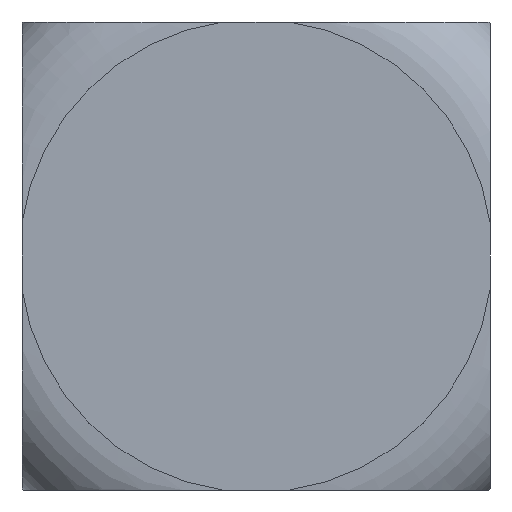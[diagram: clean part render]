
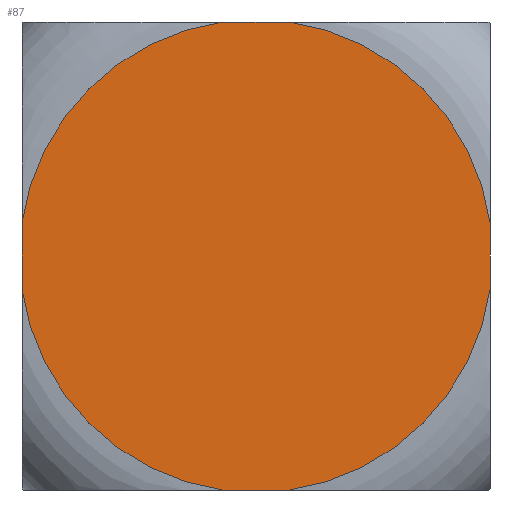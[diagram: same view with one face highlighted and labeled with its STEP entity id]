
A CAD part, left-side view. The second image highlights one B-rep face of the part: STEP entity #87.
In plain terms, the highlighted planar face has unit normal (-1, 0, 0).
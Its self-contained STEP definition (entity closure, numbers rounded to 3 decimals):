
#87 = ADVANCED_FACE( '', ( #175 ), #176, .F. );
#175 = FACE_OUTER_BOUND( '', #256, .T. );
#176 = PLANE( '', #257 );
#256 = EDGE_LOOP( '', ( #432, #433, #434, #435, #436, #437, #438, #439 ) );
#257 = AXIS2_PLACEMENT_3D( '', #440, #441, #442 );
#432 = ORIENTED_EDGE( '', *, *, #480, .F. );
#433 = ORIENTED_EDGE( '', *, *, #495, .F. );
#434 = ORIENTED_EDGE( '', *, *, #501, .F. );
#435 = ORIENTED_EDGE( '', *, *, #509, .F. );
#436 = ORIENTED_EDGE( '', *, *, #524, .F. );
#437 = ORIENTED_EDGE( '', *, *, #487, .F. );
#438 = ORIENTED_EDGE( '', *, *, #527, .F. );
#439 = ORIENTED_EDGE( '', *, *, #484, .F. );
#440 = CARTESIAN_POINT( '', ( 0., 0., 0. ) );
#441 = DIRECTION( '', ( 1., 0., 0. ) );
#442 = DIRECTION( '', ( 0., 0., -1. ) );
#480 = EDGE_CURVE( '', #568, #560, #570, .T. );
#484 = EDGE_CURVE( '', #560, #573, #576, .T. );
#487 = EDGE_CURVE( '', #578, #581, #582, .T. );
#495 = EDGE_CURVE( '', #591, #568, #593, .T. );
#501 = EDGE_CURVE( '', #601, #591, #603, .T. );
#509 = EDGE_CURVE( '', #613, #601, #615, .T. );
#524 = EDGE_CURVE( '', #581, #613, #633, .T. );
#527 = EDGE_CURVE( '', #573, #578, #636, .T. );
#560 = VERTEX_POINT( '', #673 );
#568 = VERTEX_POINT( '', #709 );
#570 = LINE( '', #734, #735 );
#573 = VERTEX_POINT( '', #738 );
#576 = CIRCLE( '', #764, 16.16 );
#578 = VERTEX_POINT( '', #766 );
#581 = VERTEX_POINT( '', #794 );
#582 = CIRCLE( '', #795, 16.16 );
#591 = VERTEX_POINT( '', #828 );
#593 = CIRCLE( '', #855, 16.16 );
#601 = VERTEX_POINT( '', #866 );
#603 = LINE( '', #891, #892 );
#613 = VERTEX_POINT( '', #902 );
#615 = CIRCLE( '', #929, 16.16 );
#633 = LINE( '', #951, #952 );
#636 = LINE( '', #956, #957 );
#673 = CARTESIAN_POINT( '', ( 0., 16., 2.268 ) );
#709 = CARTESIAN_POINT( '', ( 0., 16., -2.268 ) );
#734 = CARTESIAN_POINT( '', ( 0., 16., -16. ) );
#735 = VECTOR( '', #997, 1000. );
#738 = CARTESIAN_POINT( '', ( 0., 2.268, 16. ) );
#764 = AXIS2_PLACEMENT_3D( '', #1001, #1002, #1003 );
#766 = CARTESIAN_POINT( '', ( 0., -2.268, 16. ) );
#794 = CARTESIAN_POINT( '', ( 0., -16., 2.268 ) );
#795 = AXIS2_PLACEMENT_3D( '', #1004, #1005, #1006 );
#828 = CARTESIAN_POINT( '', ( 0., 2.268, -16. ) );
#855 = AXIS2_PLACEMENT_3D( '', #1014, #1015, #1016 );
#866 = CARTESIAN_POINT( '', ( 0., -2.268, -16. ) );
#891 = CARTESIAN_POINT( '', ( 0., -16., -16. ) );
#892 = VECTOR( '', #1020, 1000. );
#902 = CARTESIAN_POINT( '', ( 0., -16., -2.268 ) );
#929 = AXIS2_PLACEMENT_3D( '', #1030, #1031, #1032 );
#951 = CARTESIAN_POINT( '', ( 0., -16., 16. ) );
#952 = VECTOR( '', #1049, 1000. );
#956 = CARTESIAN_POINT( '', ( 0., 16., 16. ) );
#957 = VECTOR( '', #1051, 1000. );
#997 = DIRECTION( '', ( 0., 0., 1. ) );
#1001 = CARTESIAN_POINT( '', ( 0., 0., 0. ) );
#1002 = DIRECTION( '', ( 1., 0., 0. ) );
#1003 = DIRECTION( '', ( 0., 0., -1. ) );
#1004 = CARTESIAN_POINT( '', ( 0., 0., 0. ) );
#1005 = DIRECTION( '', ( 1., 0., 0. ) );
#1006 = DIRECTION( '', ( 0., 0., -1. ) );
#1014 = CARTESIAN_POINT( '', ( 0., 0., 0. ) );
#1015 = DIRECTION( '', ( 1., 0., 0. ) );
#1016 = DIRECTION( '', ( 0., 0., -1. ) );
#1020 = DIRECTION( '', ( 0., 1., 0. ) );
#1030 = CARTESIAN_POINT( '', ( 0., 0., 0. ) );
#1031 = DIRECTION( '', ( 1., 0., 0. ) );
#1032 = DIRECTION( '', ( 0., 0., -1. ) );
#1049 = DIRECTION( '', ( 0., 0., -1. ) );
#1051 = DIRECTION( '', ( 0., -1., 0. ) );
